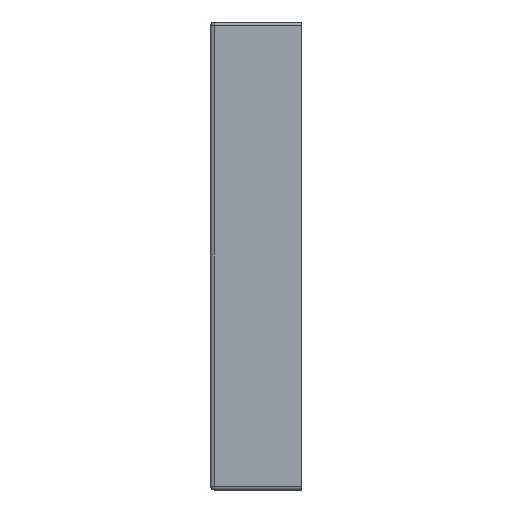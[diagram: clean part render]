
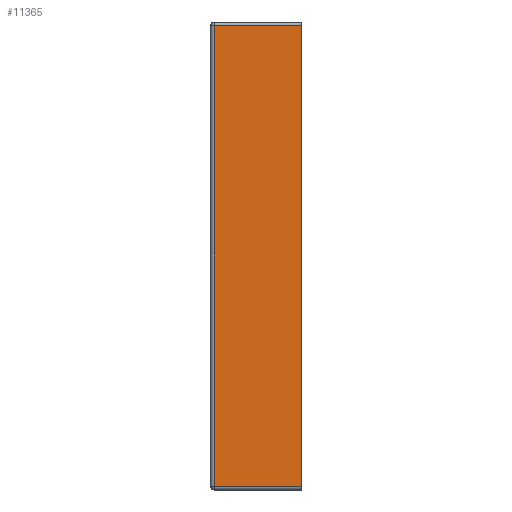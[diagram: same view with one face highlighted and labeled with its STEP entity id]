
A CAD part, left-side view. The second image highlights one B-rep face of the part: STEP entity #11365.
In plain terms, the highlighted planar face has unit normal (-1, 0, 0).
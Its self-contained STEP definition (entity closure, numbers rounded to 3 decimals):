
#665 = VECTOR ( 'NONE', #6649, 1000. ) ;
#2467 = ORIENTED_EDGE ( 'NONE', *, *, #4270, .T. ) ;
#2508 = CARTESIAN_POINT ( 'NONE',  ( -64.5, 0., 63.5 ) ) ;
#2961 = EDGE_CURVE ( 'NONE', #9322, #8246, #15809, .T. ) ;
#3342 = EDGE_CURVE ( 'NONE', #8246, #10151, #6988, .T. ) ;
#4212 = CARTESIAN_POINT ( 'NONE',  ( -64.5, 24., -63.5 ) ) ;
#4255 = VECTOR ( 'NONE', #4988, 1000. ) ;
#4270 = EDGE_CURVE ( 'NONE', #7667, #9322, #13528, .T. ) ;
#4302 = CARTESIAN_POINT ( 'NONE',  ( -64.5, 24., 63.5 ) ) ;
#4353 = ORIENTED_EDGE ( 'NONE', *, *, #3342, .T. ) ;
#4724 = CARTESIAN_POINT ( 'NONE',  ( -64.5, 25., -64.5 ) ) ;
#4846 = DIRECTION ( 'NONE',  ( 0., -1., 0. ) ) ;
#4988 = DIRECTION ( 'NONE',  ( 0., 0., -1. ) ) ;
#6649 = DIRECTION ( 'NONE',  ( 0., 0., 1. ) ) ;
#6776 = VECTOR ( 'NONE', #4846, 1000. ) ;
#6988 = LINE ( 'NONE', #10874, #10085 ) ;
#7667 = VERTEX_POINT ( 'NONE', #4212 ) ;
#8134 = FACE_OUTER_BOUND ( 'NONE', #10309, .T. ) ;
#8246 = VERTEX_POINT ( 'NONE', #2508 ) ;
#8254 = DIRECTION ( 'NONE',  ( 1., 0., 0. ) ) ;
#8364 = PLANE ( 'NONE',  #13519 ) ;
#8416 = DIRECTION ( 'NONE',  ( 0., 0., -1. ) ) ;
#8749 = CARTESIAN_POINT ( 'NONE',  ( -64.5, 25., -63.5 ) ) ;
#9322 = VERTEX_POINT ( 'NONE', #10886 ) ;
#10085 = VECTOR ( 'NONE', #13239, 1000. ) ;
#10151 = VERTEX_POINT ( 'NONE', #4302 ) ;
#10309 = EDGE_LOOP ( 'NONE', ( #12306, #2467, #13692, #4353 ) ) ;
#10874 = CARTESIAN_POINT ( 'NONE',  ( -64.5, 25., 63.5 ) ) ;
#10886 = CARTESIAN_POINT ( 'NONE',  ( -64.5, 0., -63.5 ) ) ;
#11365 = ADVANCED_FACE ( 'NONE', ( #8134 ), #8364, .F. ) ;
#11380 = LINE ( 'NONE', #13489, #4255 ) ;
#12306 = ORIENTED_EDGE ( 'NONE', *, *, #15117, .T. ) ;
#13239 = DIRECTION ( 'NONE',  ( 0., 1., 0. ) ) ;
#13489 = CARTESIAN_POINT ( 'NONE',  ( -64.5, 24., -64.5 ) ) ;
#13519 = AXIS2_PLACEMENT_3D ( 'NONE', #4724, #8254, #8416 ) ;
#13528 = LINE ( 'NONE', #8749, #6776 ) ;
#13692 = ORIENTED_EDGE ( 'NONE', *, *, #2961, .T. ) ;
#14031 = CARTESIAN_POINT ( 'NONE',  ( -64.5, 0., -64.5 ) ) ;
#15117 = EDGE_CURVE ( 'NONE', #10151, #7667, #11380, .T. ) ;
#15809 = LINE ( 'NONE', #14031, #665 ) ;
